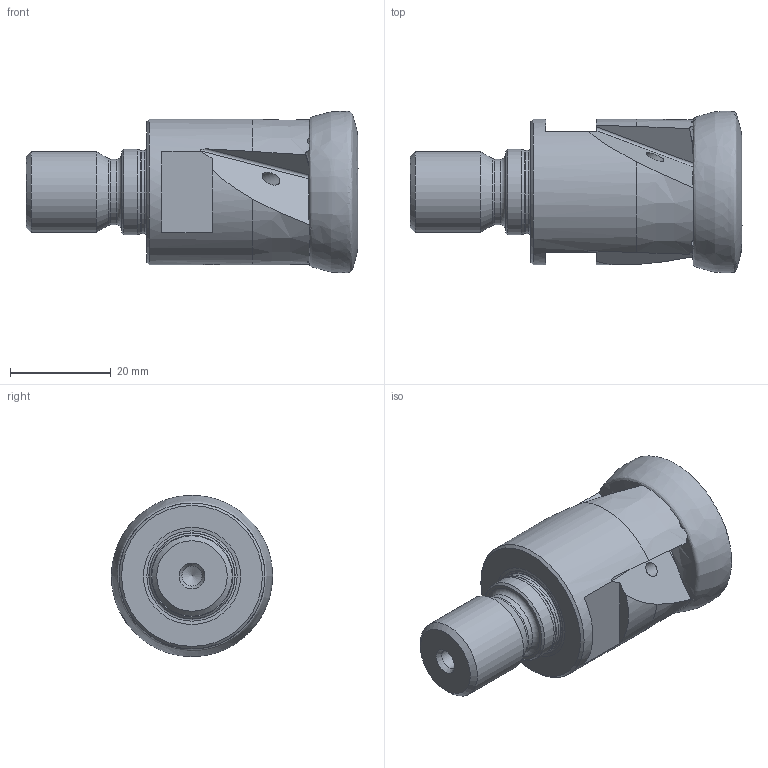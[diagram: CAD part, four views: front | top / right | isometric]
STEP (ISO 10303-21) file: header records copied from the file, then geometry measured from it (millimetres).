
FILE_DESCRIPTION (( 'STEP AP214' ), '1' );
FILE_NAME ('ESF-32-M16-09-3.STEP', '2013-10-01T13:53:58', ( '' ), ( '' ), 'SwSTEP 2.0', 'SolidWorks 2013', '' );
FILE_SCHEMA (( 'AUTOMOTIVE_DESIGN' ));
Length unit declared in the file: millimetre
Products named in the file (1): ESF-32-M16-09-3
Bounding box: 65.98 x 32.03 x 32.02 mm (x, y, z)
Volume: 30008.6 mm3; surface area: 8048 mm2
Topology: 1 solids, 4 shells, 105 faces, 260 edges, 166 vertices
Faces by surface type: plane 38, cylinder 35, cone 17, torus 11, bspline 4
Full cylindrical faces by diameter (mm): 3 x3, 4 x1, 13 x1, 16 x1, 16.593 x1, 17 x2, 29 x1
Entity records: 5442 total; most frequent: CARTESIAN_POINT 3199, ORIENTED_EDGE 448, DIRECTION 419, EDGE_CURVE 224, AXIS2_PLACEMENT_3D 182, VERTEX_POINT 155, EDGE_LOOP 135, FACE_OUTER_BOUND 118
